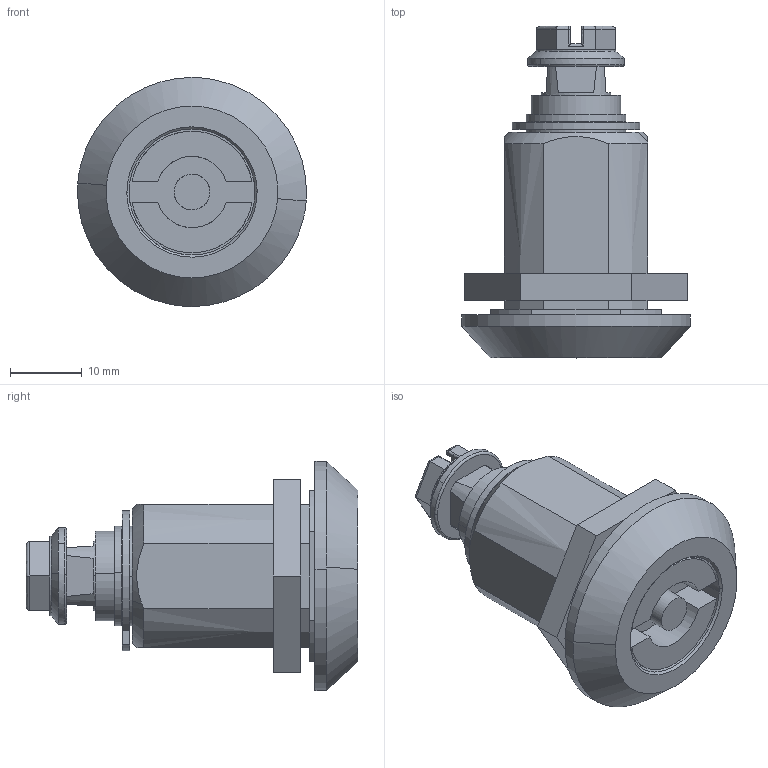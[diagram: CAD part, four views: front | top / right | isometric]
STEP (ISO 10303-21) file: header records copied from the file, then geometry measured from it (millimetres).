
FILE_DESCRIPTION((''),'2;1');
FILE_NAME('','2009-07-14T13:22:38',(''),(''),'','CADfix','');
FILE_SCHEMA(('AUTOMOTIVE_DESIGN { 1 0 10303 214 1 1 1 1 }'));
Length unit declared in the file: millimetre
Bounding box: 31.94 x 46.35 x 32 mm (x, y, z)
Volume: 15069.7 mm3; surface area: 9081.2 mm2
Topology: 3 solids, 3 shells, 235 faces, 638 edges, 420 vertices
Faces by surface type: bspline 235
Entity records: 8016 total; most frequent: CARTESIAN_POINT 4454, ORIENTED_EDGE 1276, EDGE_CURVE 638, VERTEX_POINT 420, QUASI_UNIFORM_CURVE 300, EDGE_LOOP 254, FACE_OUTER_BOUND 235, ADVANCED_FACE 235
